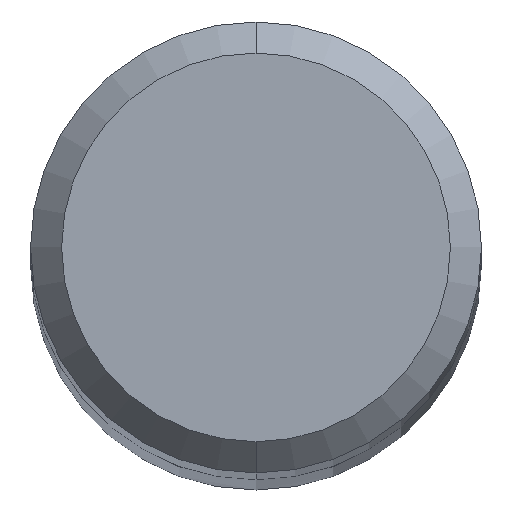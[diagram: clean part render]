
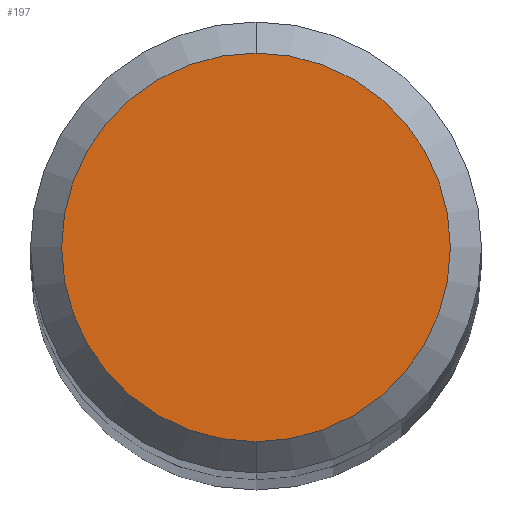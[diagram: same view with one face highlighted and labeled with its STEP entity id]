
A CAD part, top view. The second image highlights one B-rep face of the part: STEP entity #197.
In plain terms, the highlighted planar face has unit normal (0, 0, 1).
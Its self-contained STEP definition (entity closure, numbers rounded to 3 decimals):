
#197=ADVANCED_FACE('',(#459),#460,.T.);
#309=EDGE_CURVE('',#317,#327,#584,.T.);
#317=VERTEX_POINT('',#592);
#327=VERTEX_POINT('',#604);
#333=EDGE_CURVE('',#327,#317,#611,.T.);
#459=FACE_OUTER_BOUND('',#775,.T.);
#460=PLANE('',#776);
#584=CIRCLE('',#1072,2.5);
#592=CARTESIAN_POINT('',(0.,-2.5,48.0));
#604=CARTESIAN_POINT('',(0.0,2.5,48.0));
#611=CIRCLE('',#1116,2.5);
#775=EDGE_LOOP('',(#1316,#1317));
#776=AXIS2_PLACEMENT_3D('',#1318,#1319,#1320);
#1072=AXIS2_PLACEMENT_3D('',#1461,#1462,#1463);
#1116=AXIS2_PLACEMENT_3D('',#1491,#1492,#1493);
#1316=ORIENTED_EDGE('',*,*,#333,.F.);
#1317=ORIENTED_EDGE('',*,*,#309,.F.);
#1318=CARTESIAN_POINT('',(0.0,1.25,48.0));
#1319=DIRECTION('',(0.0,0.0,1.0));
#1320=DIRECTION('',(0.0,-1.0,0.0));
#1461=CARTESIAN_POINT('',(0.0,0.0,48.0));
#1462=DIRECTION('',(0.0,0.0,-1.0));
#1463=DIRECTION('',(0.0,1.0,0.0));
#1491=CARTESIAN_POINT('',(0.0,0.0,48.0));
#1492=DIRECTION('',(0.0,0.0,-1.0));
#1493=DIRECTION('',(0.0,1.0,0.0));
